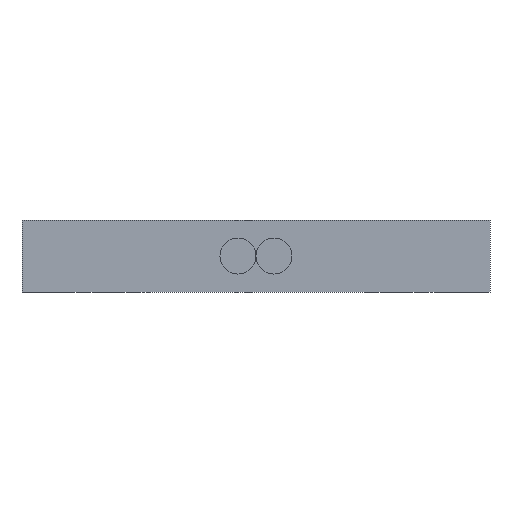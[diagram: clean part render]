
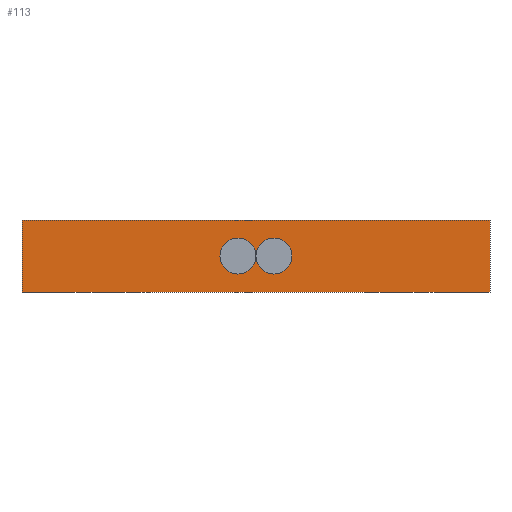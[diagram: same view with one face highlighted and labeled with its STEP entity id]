
A CAD part, front view. The second image highlights one B-rep face of the part: STEP entity #113.
In plain terms, the highlighted planar face has unit normal (0, -1, 0).
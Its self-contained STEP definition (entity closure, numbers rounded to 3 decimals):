
#113 = ADVANCED_FACE ( 'NONE', ( #553 ), #114, .F. ) ;
#114 = PLANE ( 'NONE',  #707 ) ;
#137 = DIRECTION ( 'NONE',  ( 0., 0., -1. ) ) ;
#141 = VECTOR ( 'NONE', #137, 1000. ) ;
#147 = CARTESIAN_POINT ( 'NONE',  ( 6.5, -3.5, 1. ) ) ;
#189 = DIRECTION ( 'NONE',  ( 0., 0., -1. ) ) ;
#264 = CARTESIAN_POINT ( 'NONE',  ( -6.5, -3.5, 1. ) ) ;
#266 = DIRECTION ( 'NONE',  ( 0., 1., 0. ) ) ;
#275 = EDGE_CURVE ( 'NONE', #555, #488, #347, .T. ) ;
#301 = CARTESIAN_POINT ( 'NONE',  ( -6.5, -3.5, 1. ) ) ;
#346 = EDGE_CURVE ( 'NONE', #954, #555, #768, .T. ) ;
#347 = LINE ( 'NONE', #147, #141 ) ;
#404 = DIRECTION ( 'NONE',  ( 1., 0., 0. ) ) ;
#417 = LINE ( 'NONE', #832, #752 ) ;
#461 = VECTOR ( 'NONE', #404, 1000. ) ;
#466 = ORIENTED_EDGE ( 'NONE', *, *, #629, .T. ) ;
#475 = CARTESIAN_POINT ( 'NONE',  ( 6.5, -3.5, -1. ) ) ;
#477 = ORIENTED_EDGE ( 'NONE', *, *, #346, .F. ) ;
#488 = VERTEX_POINT ( 'NONE', #475 ) ;
#501 = EDGE_LOOP ( 'NONE', ( #677, #798, #477, #466 ) ) ;
#529 = EDGE_CURVE ( 'NONE', #817, #488, #658, .T. ) ;
#534 = DIRECTION ( 'NONE',  ( 1., 0., 0. ) ) ;
#553 = FACE_OUTER_BOUND ( 'NONE', #501, .T. ) ;
#555 = VERTEX_POINT ( 'NONE', #711 ) ;
#629 = EDGE_CURVE ( 'NONE', #954, #817, #417, .T. ) ;
#658 = LINE ( 'NONE', #886, #461 ) ;
#677 = ORIENTED_EDGE ( 'NONE', *, *, #529, .T. ) ;
#704 = VECTOR ( 'NONE', #534, 1000. ) ;
#707 = AXIS2_PLACEMENT_3D ( 'NONE', #971, #266, #744 ) ;
#711 = CARTESIAN_POINT ( 'NONE',  ( 6.5, -3.5, 1. ) ) ;
#744 = DIRECTION ( 'NONE',  ( 0., 0., 1. ) ) ;
#752 = VECTOR ( 'NONE', #189, 1000. ) ;
#754 = CARTESIAN_POINT ( 'NONE',  ( -6.5, -3.5, -1. ) ) ;
#768 = LINE ( 'NONE', #301, #704 ) ;
#798 = ORIENTED_EDGE ( 'NONE', *, *, #275, .F. ) ;
#817 = VERTEX_POINT ( 'NONE', #754 ) ;
#832 = CARTESIAN_POINT ( 'NONE',  ( -6.5, -3.5, 1. ) ) ;
#886 = CARTESIAN_POINT ( 'NONE',  ( -6.5, -3.5, -1. ) ) ;
#954 = VERTEX_POINT ( 'NONE', #264 ) ;
#971 = CARTESIAN_POINT ( 'NONE',  ( -6.5, -3.5, 1. ) ) ;
